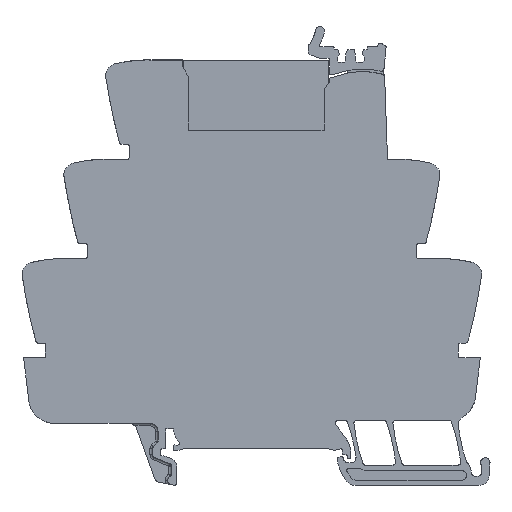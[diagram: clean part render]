
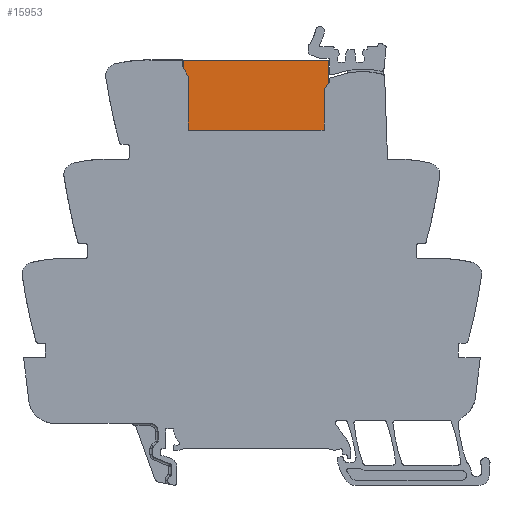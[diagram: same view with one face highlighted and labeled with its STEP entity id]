
A CAD part, left-side view. The second image highlights one B-rep face of the part: STEP entity #15953.
In plain terms, the highlighted planar face has unit normal (-1, 0, 0).
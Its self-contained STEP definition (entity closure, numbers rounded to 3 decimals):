
#15926=AXIS2_PLACEMENT_3D('Plane Axis2P3D',#15923,#15924,#15925) ;
#15888=CARTESIAN_POINT('Line Origine',(0.6,58.662,73.9)) ;
#15892=CARTESIAN_POINT('Vertex',(0.6,58.662,81.4)) ;
#15894=CARTESIAN_POINT('Vertex',(0.6,58.662,66.4)) ;
#15923=CARTESIAN_POINT('Axis2P3D Location',(0.6,44.762,66.4)) ;
#15928=CARTESIAN_POINT('Line Origine',(0.6,30.862,73.9)) ;
#15932=CARTESIAN_POINT('Vertex',(0.6,30.862,81.4)) ;
#15934=CARTESIAN_POINT('Vertex',(0.6,30.862,66.4)) ;
#15937=CARTESIAN_POINT('Line Origine',(0.6,44.762,81.4)) ;
#15942=CARTESIAN_POINT('Line Origine',(0.6,44.762,66.4)) ;
#15889=DIRECTION('Vector Direction',(0.,0.,-1.)) ;
#15924=DIRECTION('Axis2P3D Direction',(1.,0.,0.)) ;
#15925=DIRECTION('Axis2P3D XDirection',(0.,1.,0.)) ;
#15929=DIRECTION('Vector Direction',(0.,0.,-1.)) ;
#15938=DIRECTION('Vector Direction',(0.,-1.,0.)) ;
#15943=DIRECTION('Vector Direction',(0.,1.,0.)) ;
#15890=VECTOR('Line Direction',#15889,1.) ;
#15930=VECTOR('Line Direction',#15929,1.) ;
#15939=VECTOR('Line Direction',#15938,1.) ;
#15944=VECTOR('Line Direction',#15943,1.) ;
#15948=ORIENTED_EDGE('',*,*,#15936,.F.) ;
#15949=ORIENTED_EDGE('',*,*,#15941,.F.) ;
#15950=ORIENTED_EDGE('',*,*,#15896,.T.) ;
#15951=ORIENTED_EDGE('',*,*,#15946,.T.) ;
#15953=ADVANCED_FACE('RSS-RELAIS',(#15952),#15927,.F.) ;
#15896=EDGE_CURVE('',#15893,#15895,#15891,.T.) ;
#15936=EDGE_CURVE('',#15933,#15935,#15931,.T.) ;
#15941=EDGE_CURVE('',#15893,#15933,#15940,.T.) ;
#15946=EDGE_CURVE('',#15895,#15935,#15945,.F.) ;
#15947=EDGE_LOOP('',(#15948,#15949,#15950,#15951)) ;
#15952=FACE_OUTER_BOUND('',#15947,.T.) ;
#15891=LINE('Line',#15888,#15890) ;
#15931=LINE('Line',#15928,#15930) ;
#15940=LINE('Line',#15937,#15939) ;
#15945=LINE('Line',#15942,#15944) ;
#15927=PLANE('',#15926) ;
#15893=VERTEX_POINT('',#15892) ;
#15895=VERTEX_POINT('',#15894) ;
#15933=VERTEX_POINT('',#15932) ;
#15935=VERTEX_POINT('',#15934) ;
